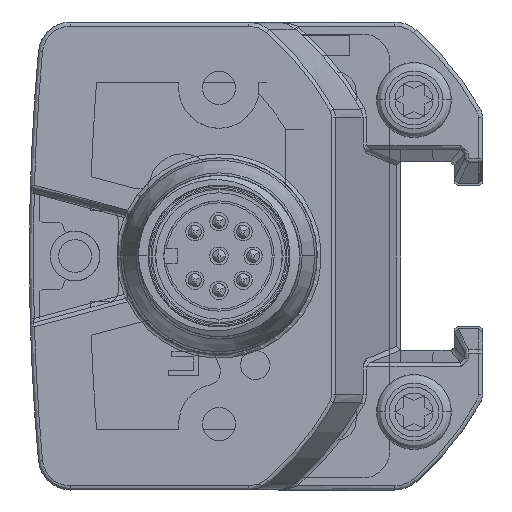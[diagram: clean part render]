
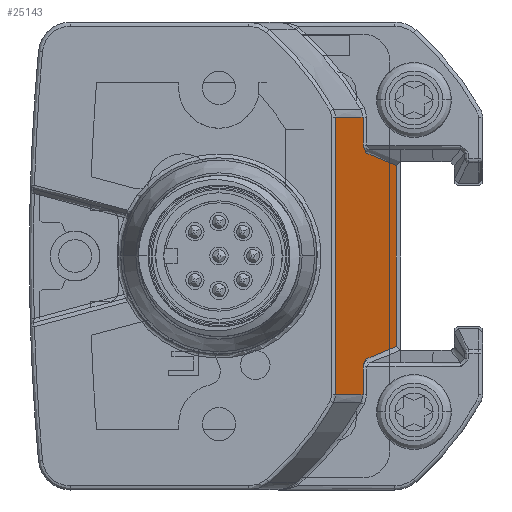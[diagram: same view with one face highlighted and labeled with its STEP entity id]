
A CAD part, front view. The second image highlights one B-rep face of the part: STEP entity #25143.
In plain terms, the highlighted planar face has unit normal (0.916, -0.401, 0).
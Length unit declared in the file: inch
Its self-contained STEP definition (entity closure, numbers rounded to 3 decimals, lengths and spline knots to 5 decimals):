
#9053=DIRECTION('',(0.,0.,-1.));
#9054=VECTOR('',#9053,0.5289);
#9055=CARTESIAN_POINT('',(0.51969,-24.48819,
0.94949));
#9056=LINE('',#9055,#9054);
#9073=DIRECTION('',(-0.396,-0.904,-0.164));
#9074=VECTOR('',#9073,0.22602);
#9075=CARTESIAN_POINT('',(0.51969,-24.48819,
0.42059));
#9076=LINE('',#9075,#9074);
#9077=CARTESIAN_POINT('',(0.43022,-24.6924,
0.38346));
#9078=CARTESIAN_POINT('',(0.42991,-24.69311,
0.38333));
#9079=CARTESIAN_POINT('',(0.42929,-24.69452,
0.38301));
#9080=CARTESIAN_POINT('',(0.42839,-24.69657,
0.38234));
#9081=CARTESIAN_POINT('',(0.42753,-24.69855,
0.38148));
#9082=CARTESIAN_POINT('',(0.4267,-24.70043,
0.38045));
#9083=CARTESIAN_POINT('',(0.42593,-24.70219,
0.37928));
#9084=CARTESIAN_POINT('',(0.42522,-24.70382,
0.37796));
#9085=CARTESIAN_POINT('',(0.42456,-24.70532,
0.37651));
#9086=CARTESIAN_POINT('',(0.42397,-24.70667,
0.37496));
#9087=CARTESIAN_POINT('',(0.42344,-24.70787,
0.37331));
#9088=CARTESIAN_POINT('',(0.42298,-24.70892,
0.37158));
#9089=CARTESIAN_POINT('',(0.4226,-24.70981,
0.36978));
#9090=CARTESIAN_POINT('',(0.42228,-24.71053,
0.36793));
#9091=CARTESIAN_POINT('',(0.42203,-24.7111,
0.36603));
#9092=CARTESIAN_POINT('',(0.42185,-24.7115,
0.3641));
#9093=CARTESIAN_POINT('',(0.42175,-24.71174,
0.36215));
#9094=CARTESIAN_POINT('',(0.42172,-24.7118,
0.36086));
#9095=CARTESIAN_POINT('',(0.42172,-24.7118,
0.36022));
#9097=DIRECTION('',(0.,0.,-1.));
#9098=VECTOR('',#9097,0.08176);
#9099=CARTESIAN_POINT('',(0.42172,-24.7118,
0.36022));
#9100=LINE('',#9099,#9098);
#9101=DIRECTION('',(0.401,0.916,0.));
#9102=VECTOR('',#9101,0.19947);
#9103=CARTESIAN_POINT('',(0.34168,-24.8945,
0.27846));
#9104=LINE('',#9103,#9102);
#9105=DIRECTION('',(0.,0.,1.));
#9106=VECTOR('',#9105,0.81316);
#9107=CARTESIAN_POINT('',(0.34168,-24.8945,
0.27846));
#9108=LINE('',#9107,#9106);
#9109=DIRECTION('',(0.,0.,1.));
#9110=VECTOR('',#9109,0.08176);
#9111=CARTESIAN_POINT('',(0.42172,-24.7118,
1.00986));
#9112=LINE('',#9111,#9110);
#9113=CARTESIAN_POINT('',(0.43022,-24.6924,
0.98662));
#9114=CARTESIAN_POINT('',(0.42991,-24.69311,
0.98675));
#9115=CARTESIAN_POINT('',(0.4293,-24.69451,
0.98707));
#9116=CARTESIAN_POINT('',(0.4284,-24.69657,
0.98774));
#9117=CARTESIAN_POINT('',(0.42753,-24.69854,
0.9886));
#9118=CARTESIAN_POINT('',(0.42671,-24.70042,
0.98962));
#9119=CARTESIAN_POINT('',(0.42593,-24.70219,
0.9908));
#9120=CARTESIAN_POINT('',(0.42522,-24.70382,
0.99212));
#9121=CARTESIAN_POINT('',(0.42456,-24.70532,
0.99357));
#9122=CARTESIAN_POINT('',(0.42397,-24.70667,
0.99512));
#9123=CARTESIAN_POINT('',(0.42344,-24.70788,
0.99677));
#9124=CARTESIAN_POINT('',(0.42298,-24.70892,
0.9985));
#9125=CARTESIAN_POINT('',(0.4226,-24.70981,
1.0003));
#9126=CARTESIAN_POINT('',(0.42228,-24.71054,
1.00216));
#9127=CARTESIAN_POINT('',(0.42203,-24.7111,
1.00406));
#9128=CARTESIAN_POINT('',(0.42185,-24.71151,
1.00599));
#9129=CARTESIAN_POINT('',(0.42175,-24.71174,
1.00793));
#9130=CARTESIAN_POINT('',(0.42172,-24.7118,
1.00922));
#9131=CARTESIAN_POINT('',(0.42172,-24.7118,
1.00986));
#9133=DIRECTION('',(-0.396,-0.904,0.164));
#9134=VECTOR('',#9133,0.22602);
#9135=CARTESIAN_POINT('',(0.51969,-24.48819,
0.94949));
#9136=LINE('',#9135,#9134);
#9269=CARTESIAN_POINT('',(0.34168,-24.8945,
0.27846));
#9271=CARTESIAN_POINT('',(0.42172,-24.7118,
0.27846));
#9901=CARTESIAN_POINT('',(0.42172,-24.7118,
1.09162));
#9912=DIRECTION('',(0.401,0.916,0.));
#9913=VECTOR('',#9912,0.19947);
#9914=CARTESIAN_POINT('',(0.34168,-24.8945,
1.09162));
#9915=LINE('',#9914,#9913);
#14453=VERTEX_POINT('',#9271);
#14455=CARTESIAN_POINT('',(0.42172,-24.7118,
0.36022));
#14456=VERTEX_POINT('',#14455);
#14459=VERTEX_POINT('',#9077);
#14471=VERTEX_POINT('',#9901);
#14474=CARTESIAN_POINT('',(0.42172,-24.7118,
1.00986));
#14475=VERTEX_POINT('',#14474);
#14477=VERTEX_POINT('',#9113);
#14663=VERTEX_POINT('',#9269);
#14666=CARTESIAN_POINT('',(0.34168,-24.8945,
1.09162));
#14667=VERTEX_POINT('',#14666);
#14899=CARTESIAN_POINT('',(0.51969,-24.48819,
0.94949));
#14900=CARTESIAN_POINT('',(0.51969,-24.48819,
0.42059));
#14901=VERTEX_POINT('',#14899);
#14902=VERTEX_POINT('',#14900);
#25118=CARTESIAN_POINT('',(0.42913,-24.69488,
0.68504));
#25119=DIRECTION('',(-0.916,0.401,0.));
#25120=DIRECTION('',(0.,0.,-1.));
#25121=AXIS2_PLACEMENT_3D('',#25118,#25119,#25120);
#25122=PLANE('',#25121);
#25123=ORIENTED_EDGE('',*,*,#25109,.T.);
#25125=ORIENTED_EDGE('',*,*,#25124,.T.);
#25127=ORIENTED_EDGE('',*,*,#25126,.T.);
#25129=ORIENTED_EDGE('',*,*,#25128,.T.);
#25131=ORIENTED_EDGE('',*,*,#25130,.F.);
#25133=ORIENTED_EDGE('',*,*,#25132,.T.);
#25135=ORIENTED_EDGE('',*,*,#25134,.T.);
#25137=ORIENTED_EDGE('',*,*,#25136,.F.);
#25139=ORIENTED_EDGE('',*,*,#25138,.F.);
#25140=ORIENTED_EDGE('',*,*,#25094,.F.);
#25141=EDGE_LOOP('',(#25123,#25125,#25127,#25129,#25131,#25133,#25135,#25137,
#25139,#25140));
#25142=FACE_OUTER_BOUND('',#25141,.F.);
#25143=ADVANCED_FACE('',(#25142),#25122,.F.);
#9096=B_SPLINE_CURVE_WITH_KNOTS('',3,(#9077,#9078,#9079,#9080,#9081,#9082,#9083,
#9084,#9085,#9086,#9087,#9088,#9089,#9090,#9091,#9092,#9093,#9094,#9095),
.UNSPECIFIED.,.F.,.F.,(4,1,1,1,1,1,1,1,1,1,1,1,1,1,1,1,4),(0.,0.0625,0.125,
0.1875,0.25,0.3125,0.375,0.4375,0.5,0.5625,0.625,0.6875,
0.75,0.8125,0.875,0.9375,1.),.UNSPECIFIED.);
#9132=B_SPLINE_CURVE_WITH_KNOTS('',3,(#9113,#9114,#9115,#9116,#9117,#9118,#9119,
#9120,#9121,#9122,#9123,#9124,#9125,#9126,#9127,#9128,#9129,#9130,#9131),
.UNSPECIFIED.,.F.,.F.,(4,1,1,1,1,1,1,1,1,1,1,1,1,1,1,1,4),(0.,0.0625,0.125,
0.1875,0.25,0.3125,0.375,0.4375,0.5,0.5625,0.625,0.6875,
0.75,0.8125,0.875,0.9375,1.),.UNSPECIFIED.);
#25094=EDGE_CURVE('',#14901,#14477,#9136,.T.);
#25109=EDGE_CURVE('',#14901,#14902,#9056,.T.);
#25124=EDGE_CURVE('',#14902,#14459,#9076,.T.);
#25126=EDGE_CURVE('',#14459,#14456,#9096,.T.);
#25128=EDGE_CURVE('',#14456,#14453,#9100,.T.);
#25130=EDGE_CURVE('',#14663,#14453,#9104,.T.);
#25132=EDGE_CURVE('',#14663,#14667,#9108,.T.);
#25134=EDGE_CURVE('',#14667,#14471,#9915,.T.);
#25136=EDGE_CURVE('',#14475,#14471,#9112,.T.);
#25138=EDGE_CURVE('',#14477,#14475,#9132,.T.);
